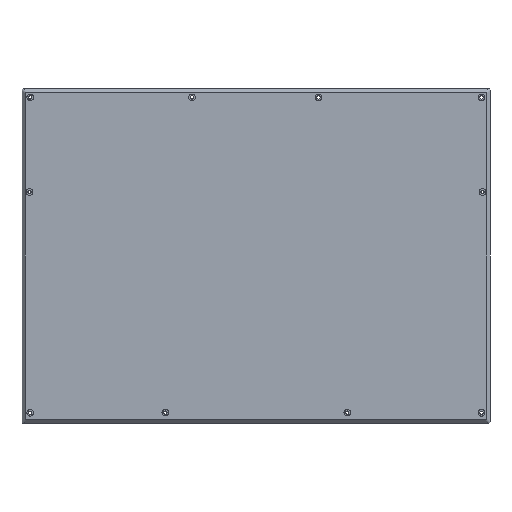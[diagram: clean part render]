
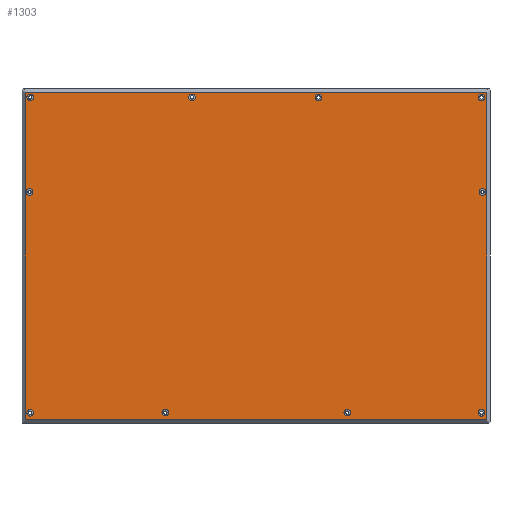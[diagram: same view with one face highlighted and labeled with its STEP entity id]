
A CAD part, front view. The second image highlights one B-rep face of the part: STEP entity #1303.
In plain terms, the highlighted planar face has unit normal (0, -1, 0).
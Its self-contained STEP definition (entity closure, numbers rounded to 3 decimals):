
#19=ELLIPSE('',#1470,2.598,1.5);
#20=ELLIPSE('',#1471,2.598,1.5);
#21=ELLIPSE('',#1472,2.598,1.5);
#22=ELLIPSE('',#1473,2.598,1.5);
#52=FACE_BOUND('',#249,.T.);
#53=FACE_BOUND('',#250,.T.);
#54=FACE_BOUND('',#251,.T.);
#55=FACE_BOUND('',#252,.T.);
#56=FACE_BOUND('',#253,.T.);
#57=FACE_BOUND('',#254,.T.);
#58=FACE_BOUND('',#255,.T.);
#59=FACE_BOUND('',#256,.T.);
#60=FACE_BOUND('',#257,.T.);
#61=FACE_BOUND('',#258,.T.);
#87=PLANE('',#1469);
#153=FACE_OUTER_BOUND('',#248,.T.);
#248=EDGE_LOOP('',(#1116,#1117,#1118,#1119,#1120,#1121,#1122,#1123));
#249=EDGE_LOOP('',(#1124));
#250=EDGE_LOOP('',(#1125));
#251=EDGE_LOOP('',(#1126));
#252=EDGE_LOOP('',(#1127));
#253=EDGE_LOOP('',(#1128));
#254=EDGE_LOOP('',(#1129));
#255=EDGE_LOOP('',(#1130));
#256=EDGE_LOOP('',(#1131));
#257=EDGE_LOOP('',(#1132));
#258=EDGE_LOOP('',(#1133));
#348=LINE('',#2241,#441);
#349=LINE('',#2245,#442);
#350=LINE('',#2249,#443);
#351=LINE('',#2252,#444);
#441=VECTOR('',#1847,10.);
#442=VECTOR('',#1850,10.);
#443=VECTOR('',#1853,10.);
#444=VECTOR('',#1856,10.);
#511=CIRCLE('',#1426,2.);
#514=CIRCLE('',#1431,2.);
#516=CIRCLE('',#1435,2.);
#519=CIRCLE('',#1440,2.);
#521=CIRCLE('',#1444,2.);
#523=CIRCLE('',#1448,2.);
#525=CIRCLE('',#1452,2.);
#528=CIRCLE('',#1457,2.);
#530=CIRCLE('',#1461,2.);
#533=CIRCLE('',#1466,2.);
#617=VERTEX_POINT('',#2159);
#620=VERTEX_POINT('',#2168);
#622=VERTEX_POINT('',#2175);
#625=VERTEX_POINT('',#2184);
#627=VERTEX_POINT('',#2191);
#629=VERTEX_POINT('',#2198);
#631=VERTEX_POINT('',#2205);
#634=VERTEX_POINT('',#2214);
#636=VERTEX_POINT('',#2221);
#639=VERTEX_POINT('',#2230);
#641=VERTEX_POINT('',#2237);
#642=VERTEX_POINT('',#2238);
#643=VERTEX_POINT('',#2240);
#644=VERTEX_POINT('',#2242);
#645=VERTEX_POINT('',#2244);
#646=VERTEX_POINT('',#2246);
#647=VERTEX_POINT('',#2248);
#648=VERTEX_POINT('',#2250);
#774=EDGE_CURVE('',#617,#617,#511,.T.);
#778=EDGE_CURVE('',#620,#620,#514,.T.);
#781=EDGE_CURVE('',#622,#622,#516,.T.);
#785=EDGE_CURVE('',#625,#625,#519,.T.);
#788=EDGE_CURVE('',#627,#627,#521,.T.);
#791=EDGE_CURVE('',#629,#629,#523,.T.);
#794=EDGE_CURVE('',#631,#631,#525,.T.);
#798=EDGE_CURVE('',#634,#634,#528,.T.);
#801=EDGE_CURVE('',#636,#636,#530,.T.);
#805=EDGE_CURVE('',#639,#639,#533,.T.);
#808=EDGE_CURVE('',#641,#642,#19,.T.);
#809=EDGE_CURVE('',#643,#641,#348,.T.);
#810=EDGE_CURVE('',#644,#643,#20,.T.);
#811=EDGE_CURVE('',#645,#644,#349,.T.);
#812=EDGE_CURVE('',#646,#645,#21,.T.);
#813=EDGE_CURVE('',#647,#646,#350,.T.);
#814=EDGE_CURVE('',#648,#647,#22,.T.);
#815=EDGE_CURVE('',#642,#648,#351,.T.);
#1116=ORIENTED_EDGE('',*,*,#808,.F.);
#1117=ORIENTED_EDGE('',*,*,#809,.F.);
#1118=ORIENTED_EDGE('',*,*,#810,.F.);
#1119=ORIENTED_EDGE('',*,*,#811,.F.);
#1120=ORIENTED_EDGE('',*,*,#812,.F.);
#1121=ORIENTED_EDGE('',*,*,#813,.F.);
#1122=ORIENTED_EDGE('',*,*,#814,.F.);
#1123=ORIENTED_EDGE('',*,*,#815,.F.);
#1124=ORIENTED_EDGE('',*,*,#774,.T.);
#1125=ORIENTED_EDGE('',*,*,#778,.T.);
#1126=ORIENTED_EDGE('',*,*,#781,.T.);
#1127=ORIENTED_EDGE('',*,*,#785,.T.);
#1128=ORIENTED_EDGE('',*,*,#788,.T.);
#1129=ORIENTED_EDGE('',*,*,#791,.T.);
#1130=ORIENTED_EDGE('',*,*,#794,.T.);
#1131=ORIENTED_EDGE('',*,*,#798,.T.);
#1132=ORIENTED_EDGE('',*,*,#801,.T.);
#1133=ORIENTED_EDGE('',*,*,#805,.T.);
#1303=ADVANCED_FACE('',(#153,#52,#53,#54,#55,#56,#57,#58,#59,#60,#61),#87,
 .T.);
#1426=AXIS2_PLACEMENT_3D('',#2160,#1747,#1748);
#1431=AXIS2_PLACEMENT_3D('',#2169,#1758,#1759);
#1435=AXIS2_PLACEMENT_3D('',#2176,#1767,#1768);
#1440=AXIS2_PLACEMENT_3D('',#2185,#1778,#1779);
#1444=AXIS2_PLACEMENT_3D('',#2192,#1787,#1788);
#1448=AXIS2_PLACEMENT_3D('',#2199,#1796,#1797);
#1452=AXIS2_PLACEMENT_3D('',#2206,#1805,#1806);
#1457=AXIS2_PLACEMENT_3D('',#2215,#1816,#1817);
#1461=AXIS2_PLACEMENT_3D('',#2222,#1825,#1826);
#1466=AXIS2_PLACEMENT_3D('',#2231,#1836,#1837);
#1469=AXIS2_PLACEMENT_3D('',#2236,#1843,#1844);
#1470=AXIS2_PLACEMENT_3D('',#2239,#1845,#1846);
#1471=AXIS2_PLACEMENT_3D('',#2243,#1848,#1849);
#1472=AXIS2_PLACEMENT_3D('',#2247,#1851,#1852);
#1473=AXIS2_PLACEMENT_3D('',#2251,#1854,#1855);
#1747=DIRECTION('center_axis',(0.,1.,0.));
#1748=DIRECTION('ref_axis',(1.,0.,0.));
#1758=DIRECTION('center_axis',(0.,1.,0.));
#1759=DIRECTION('ref_axis',(1.,0.,0.));
#1767=DIRECTION('center_axis',(0.,1.,0.));
#1768=DIRECTION('ref_axis',(1.,0.,0.));
#1778=DIRECTION('center_axis',(0.,1.,0.));
#1779=DIRECTION('ref_axis',(1.,0.,0.));
#1787=DIRECTION('center_axis',(0.,1.,0.));
#1788=DIRECTION('ref_axis',(1.,0.,0.));
#1796=DIRECTION('center_axis',(0.,1.,0.));
#1797=DIRECTION('ref_axis',(1.,0.,0.));
#1805=DIRECTION('center_axis',(0.,1.,0.));
#1806=DIRECTION('ref_axis',(1.,0.,0.));
#1816=DIRECTION('center_axis',(0.,1.,0.));
#1817=DIRECTION('ref_axis',(1.,0.,0.));
#1825=DIRECTION('center_axis',(0.,1.,0.));
#1826=DIRECTION('ref_axis',(1.,0.,0.));
#1836=DIRECTION('center_axis',(0.,1.,0.));
#1837=DIRECTION('ref_axis',(1.,0.,0.));
#1843=DIRECTION('center_axis',(0.,-1.,0.));
#1844=DIRECTION('ref_axis',(0.,0.,-1.));
#1845=DIRECTION('center_axis',(0.,1.,0.));
#1846=DIRECTION('ref_axis',(0.707,0.,-0.707));
#1847=DIRECTION('',(0.,0.,-1.));
#1848=DIRECTION('center_axis',(0.,1.,0.));
#1849=DIRECTION('ref_axis',(0.707,0.,0.707));
#1850=DIRECTION('',(1.,0.,0.));
#1851=DIRECTION('center_axis',(0.,1.,0.));
#1852=DIRECTION('ref_axis',(-0.707,0.,0.707));
#1853=DIRECTION('',(0.,0.,1.));
#1854=DIRECTION('center_axis',(0.,1.,0.));
#1855=DIRECTION('ref_axis',(-0.707,0.,-0.707));
#1856=DIRECTION('',(-1.,0.,0.));
#2159=CARTESIAN_POINT('',(-190.949,-31.96,-65.775));
#2160=CARTESIAN_POINT('Origin',(-188.949,-31.96,-65.775));
#2168=CARTESIAN_POINT('',(-18.533,-31.96,122.92));
#2169=CARTESIAN_POINT('Origin',(-16.533,-31.96,122.92));
#2175=CARTESIAN_POINT('',(79.051,-31.96,-65.775));
#2176=CARTESIAN_POINT('Origin',(81.051,-31.96,-65.775));
#2184=CARTESIAN_POINT('',(-94.155,-31.96,122.92));
#2185=CARTESIAN_POINT('Origin',(-92.155,-31.96,122.92));
#2191=CARTESIAN_POINT('',(-110.136,-31.96,-65.671));
#2192=CARTESIAN_POINT('Origin',(-108.136,-31.96,-65.671));
#2198=CARTESIAN_POINT('',(-191.393,-31.96,66.346));
#2199=CARTESIAN_POINT('Origin',(-189.393,-31.96,66.346));
#2205=CARTESIAN_POINT('',(79.042,-31.96,122.945));
#2206=CARTESIAN_POINT('Origin',(81.042,-31.96,122.945));
#2214=CARTESIAN_POINT('',(79.608,-31.96,66.346));
#2215=CARTESIAN_POINT('Origin',(81.608,-31.96,66.346));
#2221=CARTESIAN_POINT('',(-190.949,-31.96,122.945));
#2222=CARTESIAN_POINT('Origin',(-188.949,-31.96,122.945));
#2230=CARTESIAN_POINT('',(-1.267,-31.96,-65.671));
#2231=CARTESIAN_POINT('Origin',(0.733,-31.96,-65.671));
#2236=CARTESIAN_POINT('Origin',(-53.949,-31.96,27.835));
#2237=CARTESIAN_POINT('',(84.107,-31.96,-68.911));
#2238=CARTESIAN_POINT('',(83.047,-31.96,-69.971));
#2239=CARTESIAN_POINT('Origin',(81.986,-31.96,-67.85));
#2240=CARTESIAN_POINT('',(84.107,-31.96,124.988));
#2241=CARTESIAN_POINT('',(84.107,-31.96,27.411));
#2242=CARTESIAN_POINT('',(83.047,-31.96,126.049));
#2243=CARTESIAN_POINT('Origin',(81.986,-31.96,123.927));
#2244=CARTESIAN_POINT('',(-190.832,-31.96,126.049));
#2245=CARTESIAN_POINT('',(-53.921,-31.96,126.049));
#2246=CARTESIAN_POINT('',(-191.893,-31.96,124.988));
#2247=CARTESIAN_POINT('Origin',(-189.771,-31.96,123.927));
#2248=CARTESIAN_POINT('',(-191.893,-31.96,-68.911));
#2249=CARTESIAN_POINT('',(-191.893,-31.96,61.339));
#2250=CARTESIAN_POINT('',(-190.832,-31.96,-69.971));
#2251=CARTESIAN_POINT('Origin',(-189.771,-31.96,-67.85));
#2252=CARTESIAN_POINT('',(-54.435,-31.96,-69.971));
